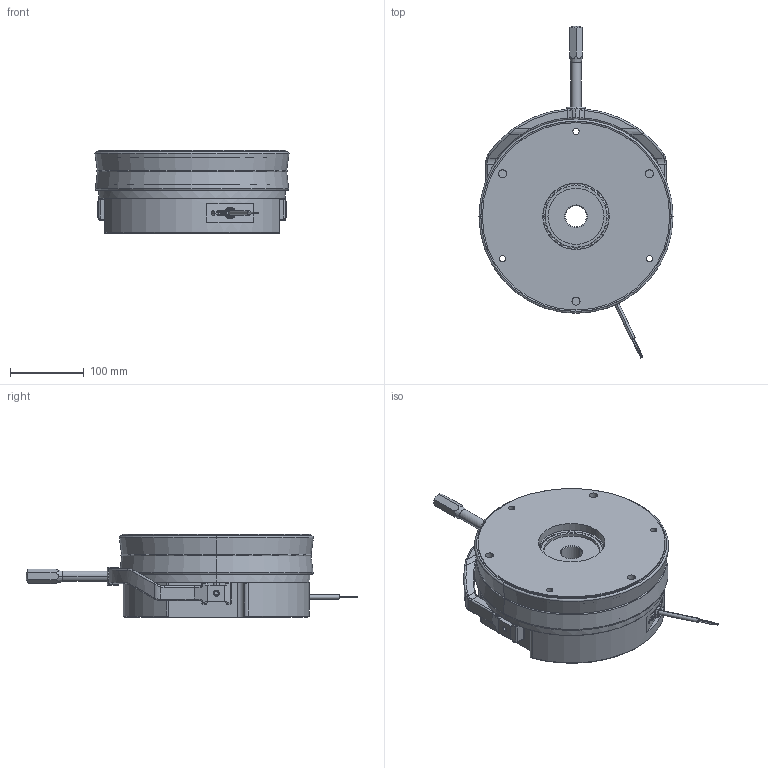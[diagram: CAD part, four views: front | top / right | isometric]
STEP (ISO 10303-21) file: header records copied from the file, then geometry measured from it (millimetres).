
FILE_DESCRIPTION (( 'STEP AP214' ), '1' );
FILE_NAME ('dr_bk_09_38_hfs_mu.STEP', '2021-11-04T07:16:59', ( '' ), ( '' ), 'SwSTEP 2.0', 'SolidWorks 2019', '' );
FILE_SCHEMA (( 'AUTOMOTIVE_DESIGN' ));
Length unit declared in the file: millimetre
Products named in the file (9): 10068497_000; 10068496_000; dr_bk_09_38_hfs_mu; 10068495_000; 10068492_000; 10068501_000_Einbauzustand ›250,9 - ›249,9 - B=45,1; 10068491_000; 10068502_000; 10068493_000
Assembly tree (10 placements, depth 2):
  dr_bk_09_38_hfs_mu
    10068491_000
    10068497_000
    10068492_000
    10068496_000
    10068495_000  x3
    10068502_000
    10068501_000_Einbauzustand ›250,9 - ›249,9 - B=45,1
    10068493_000
Bounding box: 262.97 x 449.91 x 112.7 mm (x, y, z)
Volume: 4712276.6 mm3; surface area: 756801.6 mm2
Topology: 36 solids, 36 shells, 1559 faces, 3712 edges, 2241 vertices
Faces by surface type: plane 560, cylinder 529, cone 242, bspline 156, torus 60, sphere 12
Entity records: 61613 total; most frequent: CARTESIAN_POINT 16293, ORIENTED_EDGE 7136, DIRECTION 6971, EDGE_CURVE 3568, AXIS2_PLACEMENT_3D 2695, VERTEX_POINT 2183, EDGE_LOOP 1659, VECTOR 1581
